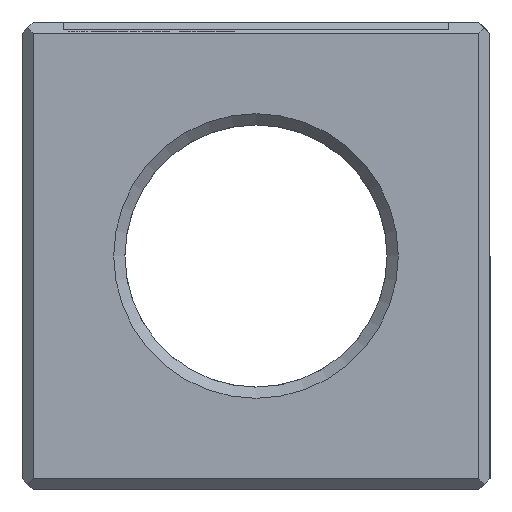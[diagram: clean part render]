
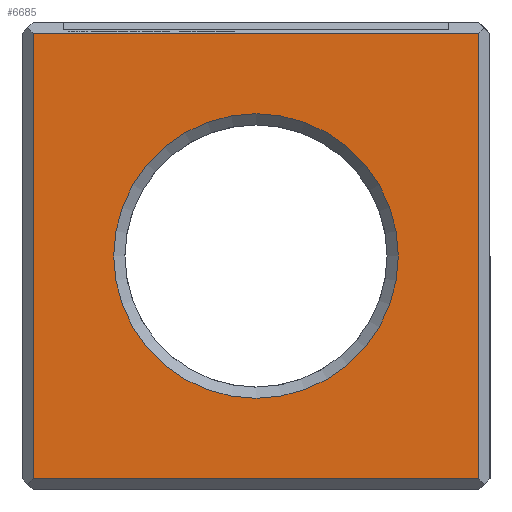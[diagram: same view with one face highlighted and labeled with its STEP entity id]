
A CAD part, left-side view. The second image highlights one B-rep face of the part: STEP entity #6685.
In plain terms, the highlighted planar face has unit normal (-1, 0, 0).
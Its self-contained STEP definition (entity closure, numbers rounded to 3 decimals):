
#72 = PLANE('',#73);
#73 = AXIS2_PLACEMENT_3D('',#74,#75,#76);
#74 = CARTESIAN_POINT('',(0.,0.,0.3));
#75 = DIRECTION('',(-0.707,0.,-0.707)
  );
#76 = DIRECTION('',(0.707,0.,-0.707));
#1447 = PLANE('',#1448);
#1448 = AXIS2_PLACEMENT_3D('',#1449,#1450,#1451);
#1449 = CARTESIAN_POINT('',(0.3,12.5,0.));
#1450 = DIRECTION('',(0.707,-0.707,0.));
#1451 = DIRECTION('',(-0.707,-0.707,0.));
#1678 = PLANE('',#1679);
#1679 = AXIS2_PLACEMENT_3D('',#1680,#1681,#1682);
#1680 = CARTESIAN_POINT('',(0.3,0.,0.));
#1681 = DIRECTION('',(-0.707,-0.707,0.));
#1682 = DIRECTION('',(-0.707,0.707,0.));
#1746 = VERTEX_POINT('',#1747);
#1747 = CARTESIAN_POINT('',(0.,0.3,0.3));
#1768 = EDGE_CURVE('',#1746,#1769,#1771,.T.);
#1769 = VERTEX_POINT('',#1770);
#1770 = CARTESIAN_POINT('',(0.,12.2,0.3));
#1771 = SURFACE_CURVE('',#1772,(#1776,#1783),.PCURVE_S1.);
#1772 = LINE('',#1773,#1774);
#1773 = CARTESIAN_POINT('',(0.,0.,0.3));
#1774 = VECTOR('',#1775,1.);
#1775 = DIRECTION('',(0.,1.,0.));
#1776 = PCURVE('',#72,#1777);
#1777 = DEFINITIONAL_REPRESENTATION('',(#1778),#1782);
#1778 = LINE('',#1779,#1780);
#1779 = CARTESIAN_POINT('',(0.,0.));
#1780 = VECTOR('',#1781,1.);
#1781 = DIRECTION('',(0.,-1.));
#1782 = ( GEOMETRIC_REPRESENTATION_CONTEXT(2) 
PARAMETRIC_REPRESENTATION_CONTEXT() REPRESENTATION_CONTEXT('2D SPACE',''
  ) );
#1783 = PCURVE('',#1784,#1789);
#1784 = PLANE('',#1785);
#1785 = AXIS2_PLACEMENT_3D('',#1786,#1787,#1788);
#1786 = CARTESIAN_POINT('',(0.,12.5,0.));
#1787 = DIRECTION('',(1.,0.,0.));
#1788 = DIRECTION('',(0.,-1.,0.));
#1789 = DEFINITIONAL_REPRESENTATION('',(#1790),#1794);
#1790 = LINE('',#1791,#1792);
#1791 = CARTESIAN_POINT('',(12.5,-0.3));
#1792 = VECTOR('',#1793,1.);
#1793 = DIRECTION('',(-1.,0.));
#1794 = ( GEOMETRIC_REPRESENTATION_CONTEXT(2) 
PARAMETRIC_REPRESENTATION_CONTEXT() REPRESENTATION_CONTEXT('2D SPACE',''
  ) );
#5097 = VERTEX_POINT('',#5098);
#5098 = CARTESIAN_POINT('',(0.,12.2,12.2));
#5112 = PLANE('',#5113);
#5113 = AXIS2_PLACEMENT_3D('',#5114,#5115,#5116);
#5114 = CARTESIAN_POINT('',(0.3,0.,12.5));
#5115 = DIRECTION('',(-0.707,0.,0.707
    ));
#5116 = DIRECTION('',(-0.707,0.,-0.707
    ));
#5124 = EDGE_CURVE('',#1769,#5097,#5125,.T.);
#5125 = SURFACE_CURVE('',#5126,(#5130,#5137),.PCURVE_S1.);
#5126 = LINE('',#5127,#5128);
#5127 = CARTESIAN_POINT('',(0.,12.2,0.));
#5128 = VECTOR('',#5129,1.);
#5129 = DIRECTION('',(0.,0.,1.));
#5130 = PCURVE('',#1447,#5131);
#5131 = DEFINITIONAL_REPRESENTATION('',(#5132),#5136);
#5132 = LINE('',#5133,#5134);
#5133 = CARTESIAN_POINT('',(0.424,-0.));
#5134 = VECTOR('',#5135,1.);
#5135 = DIRECTION('',(0.,-1.));
#5136 = ( GEOMETRIC_REPRESENTATION_CONTEXT(2) 
PARAMETRIC_REPRESENTATION_CONTEXT() REPRESENTATION_CONTEXT('2D SPACE',''
  ) );
#5137 = PCURVE('',#1784,#5138);
#5138 = DEFINITIONAL_REPRESENTATION('',(#5139),#5143);
#5139 = LINE('',#5140,#5141);
#5140 = CARTESIAN_POINT('',(0.3,0.));
#5141 = VECTOR('',#5142,1.);
#5142 = DIRECTION('',(0.,-1.));
#5143 = ( GEOMETRIC_REPRESENTATION_CONTEXT(2) 
PARAMETRIC_REPRESENTATION_CONTEXT() REPRESENTATION_CONTEXT('2D SPACE',''
  ) );
#6642 = VERTEX_POINT('',#6643);
#6643 = CARTESIAN_POINT('',(0.,0.3,12.2));
#6664 = EDGE_CURVE('',#1746,#6642,#6665,.T.);
#6665 = SURFACE_CURVE('',#6666,(#6670,#6677),.PCURVE_S1.);
#6666 = LINE('',#6667,#6668);
#6667 = CARTESIAN_POINT('',(0.,0.3,0.));
#6668 = VECTOR('',#6669,1.);
#6669 = DIRECTION('',(0.,0.,1.));
#6670 = PCURVE('',#1678,#6671);
#6671 = DEFINITIONAL_REPRESENTATION('',(#6672),#6676);
#6672 = LINE('',#6673,#6674);
#6673 = CARTESIAN_POINT('',(0.424,0.));
#6674 = VECTOR('',#6675,1.);
#6675 = DIRECTION('',(0.,-1.));
#6676 = ( GEOMETRIC_REPRESENTATION_CONTEXT(2) 
PARAMETRIC_REPRESENTATION_CONTEXT() REPRESENTATION_CONTEXT('2D SPACE',''
  ) );
#6677 = PCURVE('',#1784,#6678);
#6678 = DEFINITIONAL_REPRESENTATION('',(#6679),#6683);
#6679 = LINE('',#6680,#6681);
#6680 = CARTESIAN_POINT('',(12.2,0.));
#6681 = VECTOR('',#6682,1.);
#6682 = DIRECTION('',(0.,-1.));
#6683 = ( GEOMETRIC_REPRESENTATION_CONTEXT(2) 
PARAMETRIC_REPRESENTATION_CONTEXT() REPRESENTATION_CONTEXT('2D SPACE',''
  ) );
#6685 = ADVANCED_FACE('',(#6686,#6712),#1784,.F.);
#6686 = FACE_BOUND('',#6687,.F.);
#6687 = EDGE_LOOP('',(#6688,#6689,#6690,#6691));
#6688 = ORIENTED_EDGE('',*,*,#6664,.F.);
#6689 = ORIENTED_EDGE('',*,*,#1768,.T.);
#6690 = ORIENTED_EDGE('',*,*,#5124,.T.);
#6691 = ORIENTED_EDGE('',*,*,#6692,.F.);
#6692 = EDGE_CURVE('',#6642,#5097,#6693,.T.);
#6693 = SURFACE_CURVE('',#6694,(#6698,#6705),.PCURVE_S1.);
#6694 = LINE('',#6695,#6696);
#6695 = CARTESIAN_POINT('',(0.,0.,12.2));
#6696 = VECTOR('',#6697,1.);
#6697 = DIRECTION('',(0.,1.,0.));
#6698 = PCURVE('',#1784,#6699);
#6699 = DEFINITIONAL_REPRESENTATION('',(#6700),#6704);
#6700 = LINE('',#6701,#6702);
#6701 = CARTESIAN_POINT('',(12.5,-12.2));
#6702 = VECTOR('',#6703,1.);
#6703 = DIRECTION('',(-1.,0.));
#6704 = ( GEOMETRIC_REPRESENTATION_CONTEXT(2) 
PARAMETRIC_REPRESENTATION_CONTEXT() REPRESENTATION_CONTEXT('2D SPACE',''
  ) );
#6705 = PCURVE('',#5112,#6706);
#6706 = DEFINITIONAL_REPRESENTATION('',(#6707),#6711);
#6707 = LINE('',#6708,#6709);
#6708 = CARTESIAN_POINT('',(0.424,0.));
#6709 = VECTOR('',#6710,1.);
#6710 = DIRECTION('',(0.,-1.));
#6711 = ( GEOMETRIC_REPRESENTATION_CONTEXT(2) 
PARAMETRIC_REPRESENTATION_CONTEXT() REPRESENTATION_CONTEXT('2D SPACE',''
  ) );
#6712 = FACE_BOUND('',#6713,.F.);
#6713 = EDGE_LOOP('',(#6714));
#6714 = ORIENTED_EDGE('',*,*,#6715,.T.);
#6715 = EDGE_CURVE('',#6716,#6716,#6718,.T.);
#6716 = VERTEX_POINT('',#6717);
#6717 = CARTESIAN_POINT('',(0.,2.45,6.25));
#6718 = SURFACE_CURVE('',#6719,(#6724,#6735),.PCURVE_S1.);
#6719 = CIRCLE('',#6720,3.8);
#6720 = AXIS2_PLACEMENT_3D('',#6721,#6722,#6723);
#6721 = CARTESIAN_POINT('',(0.,6.25,6.25));
#6722 = DIRECTION('',(-1.,0.,0.));
#6723 = DIRECTION('',(0.,-1.,0.));
#6724 = PCURVE('',#1784,#6725);
#6725 = DEFINITIONAL_REPRESENTATION('',(#6726),#6734);
#6726 = ( BOUNDED_CURVE() B_SPLINE_CURVE(2,(#6727,#6728,#6729,#6730,
#6731,#6732,#6733),.UNSPECIFIED.,.T.,.F.) B_SPLINE_CURVE_WITH_KNOTS((1,2
    ,2,2,2,1),(-2.094,0.,2.094,4.189,
6.283,8.378),.UNSPECIFIED.) CURVE() 
GEOMETRIC_REPRESENTATION_ITEM() RATIONAL_B_SPLINE_CURVE((1.,0.5,1.,0.5,
1.,0.5,1.)) REPRESENTATION_ITEM('') );
#6727 = CARTESIAN_POINT('',(10.05,-6.25));
#6728 = CARTESIAN_POINT('',(10.05,-12.832));
#6729 = CARTESIAN_POINT('',(4.35,-9.541));
#6730 = CARTESIAN_POINT('',(-1.35,-6.25));
#6731 = CARTESIAN_POINT('',(4.35,-2.959));
#6732 = CARTESIAN_POINT('',(10.05,0.332));
#6733 = CARTESIAN_POINT('',(10.05,-6.25));
#6734 = ( GEOMETRIC_REPRESENTATION_CONTEXT(2) 
PARAMETRIC_REPRESENTATION_CONTEXT() REPRESENTATION_CONTEXT('2D SPACE',''
  ) );
#6735 = PCURVE('',#6736,#6741);
#6736 = CONICAL_SURFACE('',#6737,3.5,0.785);
#6737 = AXIS2_PLACEMENT_3D('',#6738,#6739,#6740);
#6738 = CARTESIAN_POINT('',(0.3,6.25,6.25));
#6739 = DIRECTION('',(-1.,-0.,-0.));
#6740 = DIRECTION('',(0.,-1.,0.));
#6741 = DEFINITIONAL_REPRESENTATION('',(#6742),#6746);
#6742 = LINE('',#6743,#6744);
#6743 = CARTESIAN_POINT('',(-0.,0.3));
#6744 = VECTOR('',#6745,1.);
#6745 = DIRECTION('',(1.,-0.));
#6746 = ( GEOMETRIC_REPRESENTATION_CONTEXT(2) 
PARAMETRIC_REPRESENTATION_CONTEXT() REPRESENTATION_CONTEXT('2D SPACE',''
  ) );
